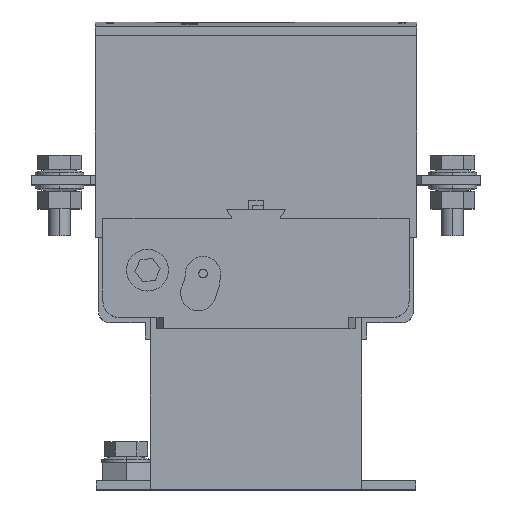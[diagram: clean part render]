
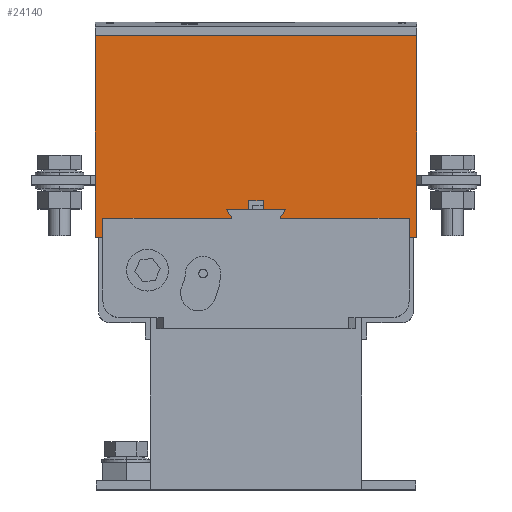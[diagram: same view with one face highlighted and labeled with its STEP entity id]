
A CAD part, top view. The second image highlights one B-rep face of the part: STEP entity #24140.
In plain terms, the highlighted planar face has unit normal (0, 0, 1).
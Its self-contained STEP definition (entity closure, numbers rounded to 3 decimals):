
#163 = ORIENTED_EDGE ( 'NONE', *, *, #2345, .T. ) ;
#484 = VERTEX_POINT ( 'NONE', #30892 ) ;
#807 = VECTOR ( 'NONE', #42857, 1000. ) ;
#1661 = CARTESIAN_POINT ( 'NONE',  ( -73., 114.5, 65. ) ) ;
#1673 = LINE ( 'NONE', #44143, #45597 ) ;
#1730 = VECTOR ( 'NONE', #14163, 1000. ) ;
#1857 = DIRECTION ( 'NONE',  ( 0., 1., 0. ) ) ;
#2345 = EDGE_CURVE ( 'NONE', #7538, #32613, #46607, .T. ) ;
#2832 = PLANE ( 'NONE',  #37860 ) ;
#5877 = CARTESIAN_POINT ( 'NONE',  ( -52.32, 39.24, 65. ) ) ;
#6047 = CARTESIAN_POINT ( 'NONE',  ( 69.5, 123., 65. ) ) ;
#7010 = DIRECTION ( 'NONE',  ( 1., 0., 0. ) ) ;
#7426 = EDGE_LOOP ( 'NONE', ( #11110, #7932, #23753, #42038, #27644, #50457, #163, #10560, #14510, #27750, #53155, #48701, #51980, #23964 ) ) ;
#7538 = VERTEX_POINT ( 'NONE', #19549 ) ;
#7754 = VERTEX_POINT ( 'NONE', #14050 ) ;
#7890 = VECTOR ( 'NONE', #25339, 1000. ) ;
#7932 = ORIENTED_EDGE ( 'NONE', *, *, #53826, .F. ) ;
#8514 = CARTESIAN_POINT ( 'NONE',  ( 69.5, 114.5, 65. ) ) ;
#8696 = FACE_OUTER_BOUND ( 'NONE', #7426, .T. ) ;
#9382 = CARTESIAN_POINT ( 'NONE',  ( 13.5, 127., 65. ) ) ;
#9544 = VECTOR ( 'NONE', #14364, 1000. ) ;
#10013 = DIRECTION ( 'NONE',  ( 0.6, 0.8, 0. ) ) ;
#10038 = LINE ( 'NONE', #45382, #42263 ) ;
#10560 = ORIENTED_EDGE ( 'NONE', *, *, #44077, .F. ) ;
#11110 = ORIENTED_EDGE ( 'NONE', *, *, #50740, .F. ) ;
#11415 = LINE ( 'NONE', #39361, #1730 ) ;
#13244 = EDGE_CURVE ( 'NONE', #484, #37741, #1673, .T. ) ;
#13455 = CARTESIAN_POINT ( 'NONE',  ( 0., 114.5, 65. ) ) ;
#13583 = EDGE_CURVE ( 'NONE', #41088, #38050, #11415, .T. ) ;
#14050 = CARTESIAN_POINT ( 'NONE',  ( -11.25, 123., 65. ) ) ;
#14163 = DIRECTION ( 'NONE',  ( 1., 0., 0. ) ) ;
#14364 = DIRECTION ( 'NONE',  ( 0., 1., 0. ) ) ;
#14441 = LINE ( 'NONE', #6047, #46568 ) ;
#14510 = ORIENTED_EDGE ( 'NONE', *, *, #54050, .F. ) ;
#16833 = CARTESIAN_POINT ( 'NONE',  ( 73., 0., 65. ) ) ;
#18793 = VECTOR ( 'NONE', #24774, 1000. ) ;
#19549 = CARTESIAN_POINT ( 'NONE',  ( -13.5, 127., 65. ) ) ;
#19681 = VECTOR ( 'NONE', #10013, 1000. ) ;
#20387 = LINE ( 'NONE', #13455, #807 ) ;
#20557 = LINE ( 'NONE', #53354, #41577 ) ;
#22581 = VERTEX_POINT ( 'NONE', #26143 ) ;
#22831 = VECTOR ( 'NONE', #30854, 1000. ) ;
#23549 = DIRECTION ( 'NONE',  ( 0., 0., 1. ) ) ;
#23753 = ORIENTED_EDGE ( 'NONE', *, *, #48843, .F. ) ;
#23933 = CARTESIAN_POINT ( 'NONE',  ( -69.5, 123., 65. ) ) ;
#23964 = ORIENTED_EDGE ( 'NONE', *, *, #13583, .F. ) ;
#23985 = CARTESIAN_POINT ( 'NONE',  ( 11.25, 124., 65. ) ) ;
#24130 = LINE ( 'NONE', #47599, #22831 ) ;
#24140 = ADVANCED_FACE ( 'NONE', ( #8696 ), #2832, .T. ) ;
#24496 = CARTESIAN_POINT ( 'NONE',  ( 69.5, 123., 65. ) ) ;
#24569 = DIRECTION ( 'NONE',  ( 0., 1., 0. ) ) ;
#24774 = DIRECTION ( 'NONE',  ( -1., 0., 0. ) ) ;
#25339 = DIRECTION ( 'NONE',  ( 0., 1., 0. ) ) ;
#26143 = CARTESIAN_POINT ( 'NONE',  ( -11.25, 124., 65. ) ) ;
#26332 = VECTOR ( 'NONE', #1857, 1000. ) ;
#26576 = CARTESIAN_POINT ( 'NONE',  ( 11.25, 0., 65. ) ) ;
#26952 = CARTESIAN_POINT ( 'NONE',  ( -73., 0., 65. ) ) ;
#27644 = ORIENTED_EDGE ( 'NONE', *, *, #30568, .T. ) ;
#27750 = ORIENTED_EDGE ( 'NONE', *, *, #13244, .T. ) ;
#28398 = VERTEX_POINT ( 'NONE', #23933 ) ;
#29400 = VERTEX_POINT ( 'NONE', #1661 ) ;
#30568 = EDGE_CURVE ( 'NONE', #7754, #22581, #10038, .T. ) ;
#30854 = DIRECTION ( 'NONE',  ( -0.6, 0.8, 0. ) ) ;
#30892 = CARTESIAN_POINT ( 'NONE',  ( 11.25, 123., 65. ) ) ;
#31192 = DIRECTION ( 'NONE',  ( 0., -1., 0. ) ) ;
#31713 = DIRECTION ( 'NONE',  ( 1., 0., 0. ) ) ;
#31927 = LINE ( 'NONE', #26576, #9544 ) ;
#32296 = VERTEX_POINT ( 'NONE', #36037 ) ;
#32613 = VERTEX_POINT ( 'NONE', #9382 ) ;
#32683 = LINE ( 'NONE', #38984, #53476 ) ;
#33011 = DIRECTION ( 'NONE',  ( 0., -1., 0. ) ) ;
#33383 = EDGE_CURVE ( 'NONE', #32296, #38050, #52351, .T. ) ;
#33741 = CARTESIAN_POINT ( 'NONE',  ( -69.5, 114.5, 65. ) ) ;
#35290 = DIRECTION ( 'NONE',  ( 1., 0., 0. ) ) ;
#36037 = CARTESIAN_POINT ( 'NONE',  ( 73., 114.5, 65. ) ) ;
#37741 = VERTEX_POINT ( 'NONE', #24496 ) ;
#37860 = AXIS2_PLACEMENT_3D ( 'NONE', #52848, #23549, #7010 ) ;
#37910 = CARTESIAN_POINT ( 'NONE',  ( 0., 127., 65. ) ) ;
#38050 = VERTEX_POINT ( 'NONE', #43682 ) ;
#38291 = VERTEX_POINT ( 'NONE', #33741 ) ;
#38635 = EDGE_CURVE ( 'NONE', #32296, #44523, #20387, .T. ) ;
#38816 = LINE ( 'NONE', #26952, #26332 ) ;
#38984 = CARTESIAN_POINT ( 'NONE',  ( -69.5, 123., 65. ) ) ;
#39361 = CARTESIAN_POINT ( 'NONE',  ( 0., 206., 65. ) ) ;
#40557 = EDGE_CURVE ( 'NONE', #28398, #7754, #32683, .T. ) ;
#41062 = EDGE_CURVE ( 'NONE', #22581, #7538, #24130, .T. ) ;
#41088 = VERTEX_POINT ( 'NONE', #51740 ) ;
#41577 = VECTOR ( 'NONE', #33011, 1000. ) ;
#42038 = ORIENTED_EDGE ( 'NONE', *, *, #40557, .T. ) ;
#42263 = VECTOR ( 'NONE', #24569, 1000. ) ;
#42745 = VECTOR ( 'NONE', #35290, 1000. ) ;
#42857 = DIRECTION ( 'NONE',  ( -1., 0., 0. ) ) ;
#43152 = DIRECTION ( 'NONE',  ( 1., 0., 0. ) ) ;
#43682 = CARTESIAN_POINT ( 'NONE',  ( 73., 206., 65. ) ) ;
#43763 = EDGE_CURVE ( 'NONE', #37741, #44523, #14441, .T. ) ;
#44077 = EDGE_CURVE ( 'NONE', #53074, #32613, #52972, .T. ) ;
#44143 = CARTESIAN_POINT ( 'NONE',  ( -69.5, 123., 65. ) ) ;
#44523 = VERTEX_POINT ( 'NONE', #8514 ) ;
#45382 = CARTESIAN_POINT ( 'NONE',  ( -11.25, 0., 65. ) ) ;
#45597 = VECTOR ( 'NONE', #31713, 1000. ) ;
#46568 = VECTOR ( 'NONE', #31192, 1000. ) ;
#46607 = LINE ( 'NONE', #37910, #42745 ) ;
#47599 = CARTESIAN_POINT ( 'NONE',  ( 52.32, 39.24, 65. ) ) ;
#48701 = ORIENTED_EDGE ( 'NONE', *, *, #38635, .F. ) ;
#48843 = EDGE_CURVE ( 'NONE', #28398, #38291, #20557, .T. ) ;
#49701 = CARTESIAN_POINT ( 'NONE',  ( 0., 114.5, 65. ) ) ;
#50457 = ORIENTED_EDGE ( 'NONE', *, *, #41062, .T. ) ;
#50740 = EDGE_CURVE ( 'NONE', #29400, #41088, #38816, .T. ) ;
#50791 = LINE ( 'NONE', #49701, #18793 ) ;
#51740 = CARTESIAN_POINT ( 'NONE',  ( -73., 206., 65. ) ) ;
#51980 = ORIENTED_EDGE ( 'NONE', *, *, #33383, .T. ) ;
#52351 = LINE ( 'NONE', #16833, #7890 ) ;
#52848 = CARTESIAN_POINT ( 'NONE',  ( 48., 0., 65. ) ) ;
#52972 = LINE ( 'NONE', #5877, #19681 ) ;
#53074 = VERTEX_POINT ( 'NONE', #23985 ) ;
#53155 = ORIENTED_EDGE ( 'NONE', *, *, #43763, .T. ) ;
#53354 = CARTESIAN_POINT ( 'NONE',  ( -69.5, 123., 65. ) ) ;
#53476 = VECTOR ( 'NONE', #43152, 1000. ) ;
#53826 = EDGE_CURVE ( 'NONE', #38291, #29400, #50791, .T. ) ;
#54050 = EDGE_CURVE ( 'NONE', #484, #53074, #31927, .T. ) ;
